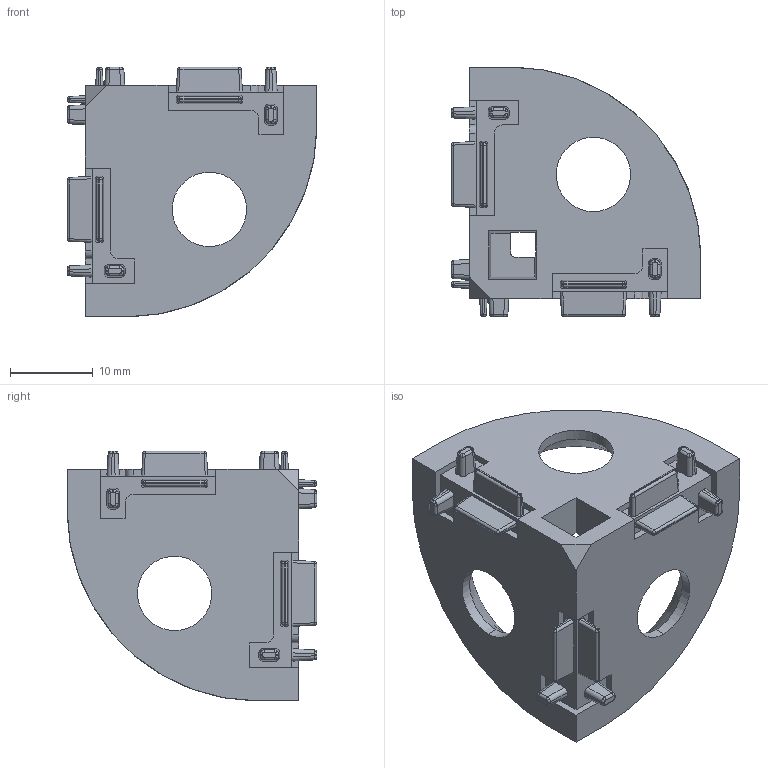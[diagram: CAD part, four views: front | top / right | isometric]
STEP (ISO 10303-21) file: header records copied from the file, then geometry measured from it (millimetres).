
FILE_DESCRIPTION(('STEP AP214'),'1');
FILE_NAME('fath_093we301n08.stp','2017-10-03T17:48:13',('TraceParts'),('TraceParts S.A.'),'Spatial InterOp 3D',' ',' ');
FILE_SCHEMA(('automotive_design'));
Length unit declared in the file: millimetre
Products named in the file (1): fath_093we301n08
Bounding box: 30.2 x 30.2 x 30.2 mm (x, y, z)
Volume: 6121.6 mm3; surface area: 4320.8 mm2
Topology: 1 solids, 1 shells, 297 faces, 734 edges, 442 vertices
Faces by surface type: cylinder 114, plane 105, bspline 48, sphere 24, cone 6
Entity records: 11312 total; most frequent: CARTESIAN_POINT 2459, ORIENTED_EDGE 1452, DIRECTION 1252, EDGE_CURVE 726, VERTEX_POINT 442, AXIS2_PLACEMENT_3D 431, LINE 390, VECTOR 390
